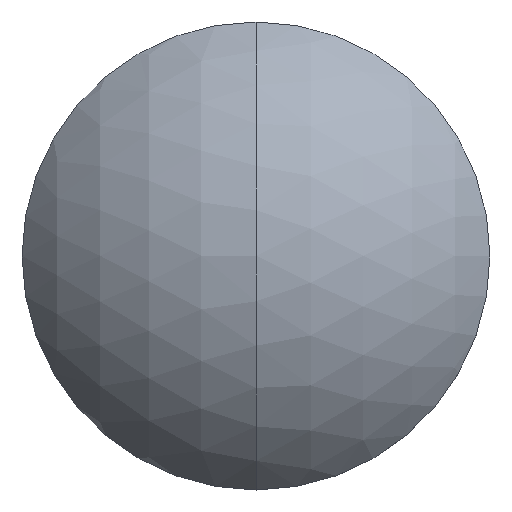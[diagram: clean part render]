
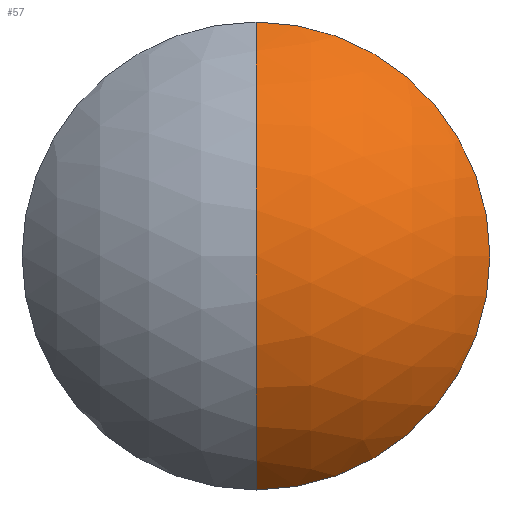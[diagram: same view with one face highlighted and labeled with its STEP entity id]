
A CAD part, top view. The second image highlights one B-rep face of the part: STEP entity #57.
In plain terms, the highlighted spherical face has radius 15.45 mm.
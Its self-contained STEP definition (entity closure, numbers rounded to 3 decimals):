
#13 = ORIENTED_EDGE ( 'NONE', *, *, #17, .F. ) ;
#17 = EDGE_CURVE ( 'NONE', #39, #20, #94, .T. ) ;
#20 = VERTEX_POINT ( 'NONE', #88 ) ;
#21 = ORIENTED_EDGE ( 'NONE', *, *, #22, .T. ) ;
#22 = EDGE_CURVE ( 'NONE', #68, #20, #135, .T. ) ;
#38 = EDGE_LOOP ( 'NONE', ( #42, #21, #13 ) ) ;
#39 = VERTEX_POINT ( 'NONE', #169 ) ;
#42 = ORIENTED_EDGE ( 'NONE', *, *, #62, .F. ) ;
#57 = ADVANCED_FACE ( 'NONE', ( #257 ), #283, .T. ) ;
#62 = EDGE_CURVE ( 'NONE', #68, #39, #213, .T. ) ;
#68 = VERTEX_POINT ( 'NONE', #289 ) ;
#88 = CARTESIAN_POINT ( 'NONE',  ( -7.302, 6.437, -11.48 ) ) ;
#91 = DIRECTION ( 'NONE',  ( 0., 1., 0. ) ) ;
#92 = DIRECTION ( 'NONE',  ( 0., 0., -1. ) ) ;
#93 = AXIS2_PLACEMENT_3D ( 'NONE', #149, #92, #91 ) ;
#94 = CIRCLE ( 'NONE', #93, 12.7 ) ;
#128 = DIRECTION ( 'NONE',  ( 0., 1., 0. ) ) ;
#129 = DIRECTION ( 'NONE',  ( 1., 0., 0. ) ) ;
#130 = CARTESIAN_POINT ( 'NONE',  ( -7.302, 19.137, -20.278 ) ) ;
#131 = AXIS2_PLACEMENT_3D ( 'NONE', #130, #129, #128 ) ;
#135 = CIRCLE ( 'NONE', #131, 15.45 ) ;
#149 = CARTESIAN_POINT ( 'NONE',  ( -7.302, 19.137, -11.48 ) ) ;
#169 = CARTESIAN_POINT ( 'NONE',  ( -7.302, 31.837, -11.48 ) ) ;
#213 = CIRCLE ( 'NONE', #229, 15.45 ) ;
#226 = DIRECTION ( 'NONE',  ( 0., 0., 1. ) ) ;
#227 = DIRECTION ( 'NONE',  ( -1., 0., 0. ) ) ;
#228 = CARTESIAN_POINT ( 'NONE',  ( -7.302, 19.137, -20.278 ) ) ;
#229 = AXIS2_PLACEMENT_3D ( 'NONE', #228, #227, #226 ) ;
#250 = AXIS2_PLACEMENT_3D ( 'NONE', #291, #290, #288 ) ;
#257 = FACE_OUTER_BOUND ( 'NONE', #38, .T. ) ;
#283 = SPHERICAL_SURFACE ( 'NONE', #250, 15.45 ) ;
#288 = DIRECTION ( 'NONE',  ( 0., 1., 0. ) ) ;
#289 = CARTESIAN_POINT ( 'NONE',  ( -7.302, 19.137, -4.828 ) ) ;
#290 = DIRECTION ( 'NONE',  ( 1., 0., 0. ) ) ;
#291 = CARTESIAN_POINT ( 'NONE',  ( -7.302, 19.137, -20.278 ) ) ;
